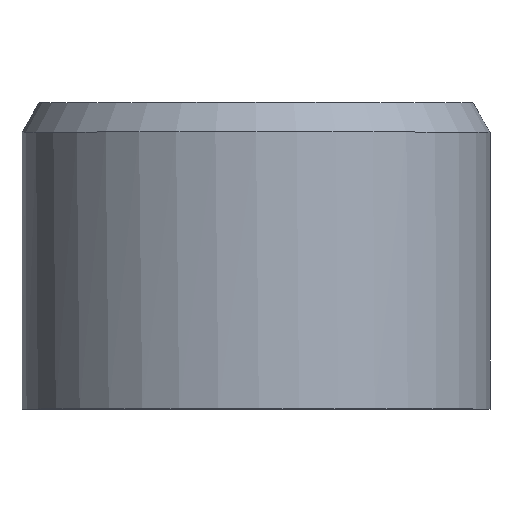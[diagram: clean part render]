
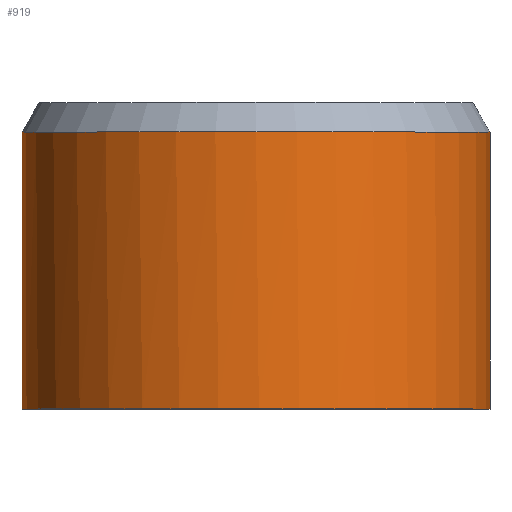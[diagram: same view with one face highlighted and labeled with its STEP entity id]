
A CAD part, top view. The second image highlights one B-rep face of the part: STEP entity #919.
In plain terms, the highlighted cylindrical face has radius 13.75 mm (diameter 27.5 mm), a full revolution.
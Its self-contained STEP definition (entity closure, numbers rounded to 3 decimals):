
#95=CYLINDRICAL_SURFACE('',#993,13.75);
#101=FACE_OUTER_BOUND('',#159,.T.);
#159=EDGE_LOOP('',(#614,#615,#616,#617,#618));
#226=LINE('',#1401,#269);
#269=VECTOR('',#1123,11.5);
#312=CIRCLE('',#992,13.75);
#313=CIRCLE('',#994,13.75);
#314=CIRCLE('',#995,13.75);
#372=VERTEX_POINT('',#1393);
#373=VERTEX_POINT('',#1397);
#374=VERTEX_POINT('',#1398);
#469=EDGE_CURVE('',#372,#372,#312,.T.);
#470=EDGE_CURVE('',#373,#374,#313,.T.);
#471=EDGE_CURVE('',#374,#373,#314,.T.);
#472=EDGE_CURVE('',#374,#372,#226,.T.);
#614=ORIENTED_EDGE('',*,*,#470,.F.);
#615=ORIENTED_EDGE('',*,*,#471,.F.);
#616=ORIENTED_EDGE('',*,*,#472,.T.);
#617=ORIENTED_EDGE('',*,*,#469,.F.);
#618=ORIENTED_EDGE('',*,*,#472,.F.);
#919=ADVANCED_FACE('',(#101),#95,.T.);
#992=AXIS2_PLACEMENT_3D('',#1395,#1115,#1116);
#993=AXIS2_PLACEMENT_3D('',#1396,#1117,#1118);
#994=AXIS2_PLACEMENT_3D('',#1399,#1119,#1120);
#995=AXIS2_PLACEMENT_3D('',#1400,#1121,#1122);
#1115=DIRECTION('center_axis',(0.,1.,0.));
#1116=DIRECTION('ref_axis',(-1.,0.,0.));
#1117=DIRECTION('center_axis',(0.,-1.,0.));
#1118=DIRECTION('ref_axis',(-1.,0.,0.));
#1119=DIRECTION('center_axis',(0.,-1.,0.));
#1120=DIRECTION('ref_axis',(-1.,0.,0.));
#1121=DIRECTION('center_axis',(0.,-1.,0.));
#1122=DIRECTION('ref_axis',(-1.,0.,0.));
#1123=DIRECTION('',(0.,1.,0.));
#1393=CARTESIAN_POINT('',(-523.991,411.587,670.715));
#1395=CARTESIAN_POINT('Origin',(-537.741,411.587,670.715));
#1396=CARTESIAN_POINT('Origin',(-537.741,405.319,670.715));
#1397=CARTESIAN_POINT('',(-538.241,395.319,656.974));
#1398=CARTESIAN_POINT('',(-523.991,395.319,670.715));
#1399=CARTESIAN_POINT('Origin',(-537.741,395.319,670.715));
#1400=CARTESIAN_POINT('Origin',(-537.741,395.319,670.715));
#1401=CARTESIAN_POINT('',(-523.991,405.319,670.715));
